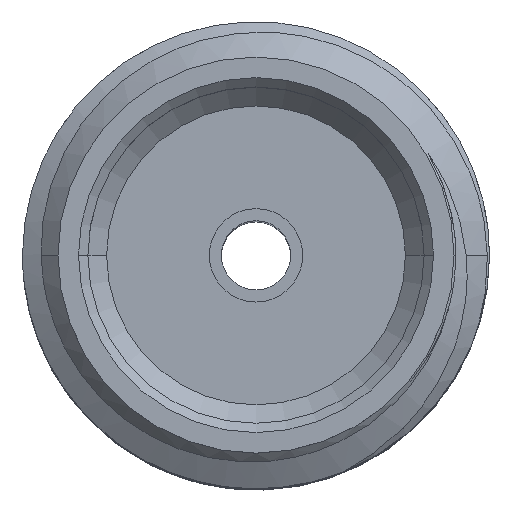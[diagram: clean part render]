
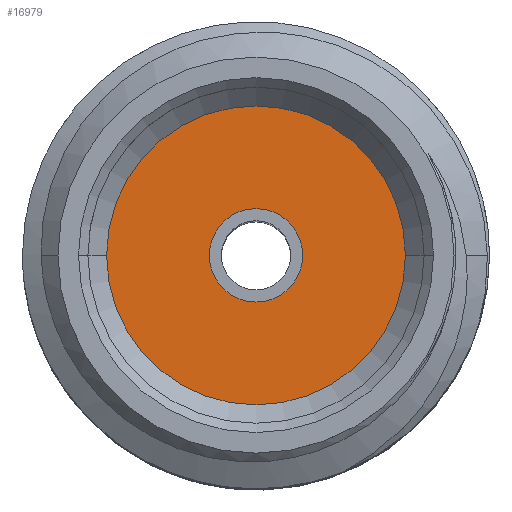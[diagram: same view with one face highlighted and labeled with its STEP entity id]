
A CAD part, top view. The second image highlights one B-rep face of the part: STEP entity #16979.
In plain terms, the highlighted planar face has unit normal (0, 0, 1).
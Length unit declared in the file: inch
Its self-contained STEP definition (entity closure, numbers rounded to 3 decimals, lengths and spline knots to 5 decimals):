
#251 = CARTESIAN_POINT ( 'NONE',  ( 0., 0., -0.08 ) ) ;
#1101 = CIRCLE ( 'NONE', #4562, 0.025 ) ;
#1278 = CARTESIAN_POINT ( 'NONE',  ( 0., 0., -0.08 ) ) ;
#1292 = ORIENTED_EDGE ( 'NONE', *, *, #9315, .T. ) ;
#2597 = DIRECTION ( 'NONE',  ( 1., 0., 0. ) ) ;
#3046 = PLANE ( 'NONE',  #9327 ) ;
#3068 = EDGE_CURVE ( 'NONE', #18753, #13456, #1101, .T. ) ;
#3297 = DIRECTION ( 'NONE',  ( 0., 0., 1. ) ) ;
#3946 = AXIS2_PLACEMENT_3D ( 'NONE', #4290, #5868, #10471 ) ;
#4290 = CARTESIAN_POINT ( 'NONE',  ( 0., 0., -0.08 ) ) ;
#4509 = ORIENTED_EDGE ( 'NONE', *, *, #4753, .T. ) ;
#4562 = AXIS2_PLACEMENT_3D ( 'NONE', #251, #3297, #6249 ) ;
#4753 = EDGE_CURVE ( 'NONE', #10108, #17774, #9583, .T. ) ;
#5601 = EDGE_LOOP ( 'NONE', ( #4509, #1292 ) ) ;
#5868 = DIRECTION ( 'NONE',  ( 0., 0., 1. ) ) ;
#6249 = DIRECTION ( 'NONE',  ( 1., 0., 0. ) ) ;
#7489 = ORIENTED_EDGE ( 'NONE', *, *, #3068, .F. ) ;
#7615 = EDGE_LOOP ( 'NONE', ( #7489, #8085 ) ) ;
#7685 = DIRECTION ( 'NONE',  ( 0., 0., 1. ) ) ;
#7821 = CARTESIAN_POINT ( 'NONE',  ( 0.025, 0., -0.08 ) ) ;
#8085 = ORIENTED_EDGE ( 'NONE', *, *, #14946, .F. ) ;
#8938 = FACE_OUTER_BOUND ( 'NONE', #5601, .T. ) ;
#9034 = DIRECTION ( 'NONE',  ( 0., 0., 1. ) ) ;
#9269 = AXIS2_PLACEMENT_3D ( 'NONE', #10715, #7685, #11909 ) ;
#9315 = EDGE_CURVE ( 'NONE', #17774, #10108, #12429, .T. ) ;
#9327 = AXIS2_PLACEMENT_3D ( 'NONE', #1278, #9034, #15024 ) ;
#9583 = CIRCLE ( 'NONE', #9269, 0.08 ) ;
#10108 = VERTEX_POINT ( 'NONE', #10186 ) ;
#10186 = CARTESIAN_POINT ( 'NONE',  ( 0.08, 0., -0.08 ) ) ;
#10471 = DIRECTION ( 'NONE',  ( 1., 0., 0. ) ) ;
#10715 = CARTESIAN_POINT ( 'NONE',  ( 0., 0., -0.08 ) ) ;
#11510 = AXIS2_PLACEMENT_3D ( 'NONE', #18901, #15752, #2597 ) ;
#11909 = DIRECTION ( 'NONE',  ( 1., 0., 0. ) ) ;
#12429 = CIRCLE ( 'NONE', #3946, 0.08 ) ;
#13456 = VERTEX_POINT ( 'NONE', #17189 ) ;
#14946 = EDGE_CURVE ( 'NONE', #13456, #18753, #17483, .T. ) ;
#15024 = DIRECTION ( 'NONE',  ( 1., 0., 0. ) ) ;
#15752 = DIRECTION ( 'NONE',  ( 0., 0., 1. ) ) ;
#16499 = FACE_BOUND ( 'NONE', #7615, .T. ) ;
#16790 = CARTESIAN_POINT ( 'NONE',  ( -0.08, 0., -0.08 ) ) ;
#16979 = ADVANCED_FACE ( 'NONE', ( #16499, #8938 ), #3046, .T. ) ;
#17189 = CARTESIAN_POINT ( 'NONE',  ( -0.025, 0., -0.08 ) ) ;
#17483 = CIRCLE ( 'NONE', #11510, 0.025 ) ;
#17774 = VERTEX_POINT ( 'NONE', #16790 ) ;
#18753 = VERTEX_POINT ( 'NONE', #7821 ) ;
#18901 = CARTESIAN_POINT ( 'NONE',  ( 0., 0., -0.08 ) ) ;
